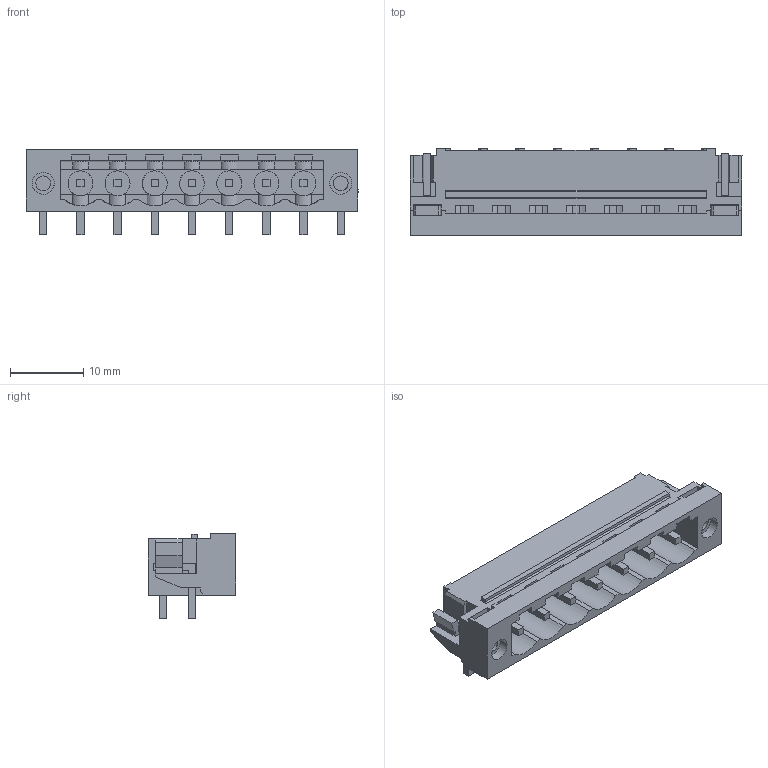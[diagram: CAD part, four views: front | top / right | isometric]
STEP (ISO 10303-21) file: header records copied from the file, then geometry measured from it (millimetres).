
FILE_DESCRIPTION(('CATIA V5R22 STEP214','CAx-IF Rec.Pracs.--- Model Styling and Organization---1.4--- 2014-01-23'),'2;1');
FILE_NAME ('D1456058_1_1780460000_1780460000.stp','2023-05-11T06:54:10+00:00',('none'),('Weidmueller'),'CATIA Version 5-6 Release 2016 SP3 HF44','CATIA V5 STEP AP214','none');
FILE_SCHEMA(('AUTOMOTIVE_DESIGN { 1 0 10303 214 1 1 1 1 }'));
Length unit declared in the file: millimetre
Products named in the file (1): 1780460000
Bounding box: 45.36 x 12 x 11.63 mm (x, y, z)
Volume: 1897 mm3; surface area: 4176 mm2
Topology: 12 solids, 12 shells, 547 faces, 1624 edges, 1070 vertices
Faces by surface type: plane 433, cylinder 90, extrusion 16, cone 8
Entity records: 17564 total; most frequent: CARTESIAN_POINT 4012, ORIENTED_EDGE 3248, DIRECTION 2089, EDGE_CURVE 1624, VECTOR 1251, LINE 1235, VERTEX_POINT 1070, EDGE_LOOP 584
